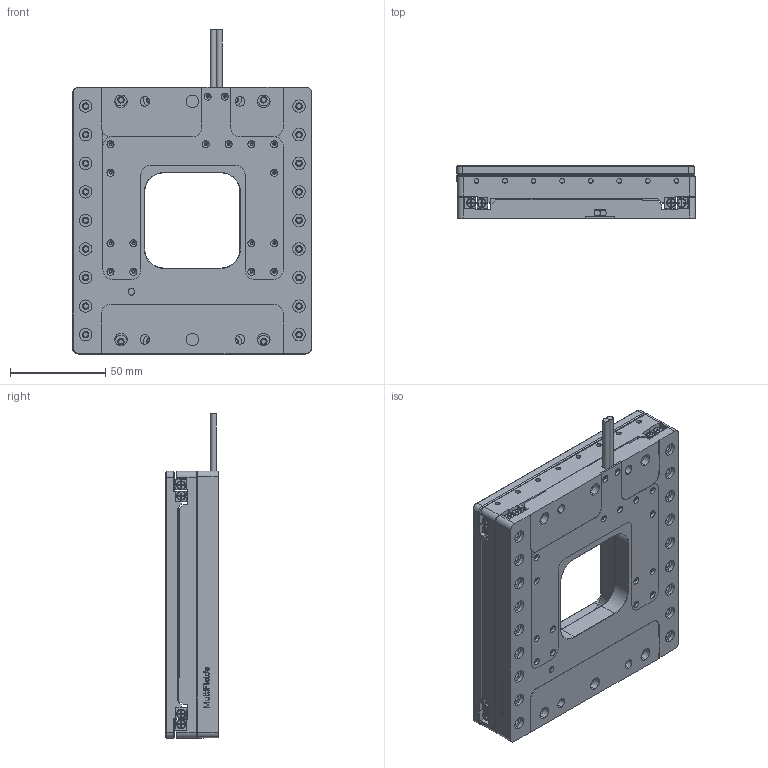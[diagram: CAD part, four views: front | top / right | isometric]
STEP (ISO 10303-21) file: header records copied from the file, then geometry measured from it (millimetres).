
FILE_DESCRIPTION (( 'STEP AP203' ), '1' );
FILE_NAME ('Carrier.L7550s.XY .STEP', '2025-04-29T03:39:37', ( '' ), ( '' ), 'SwSTEP 2.0', 'SolidWorks 2020', '' );
FILE_SCHEMA (( 'CONFIG_CONTROL_DESIGN' ));
Products named in the file (1): Carrier.L7550s.XY 
Bounding box: 125.39 x 28 x 170.15 mm (x, y, z)
Volume: 344288.8 mm3; surface area: 159558.4 mm2
Topology: 13 solids, 14 shells, 2843 faces, 7559 edges, 4936 vertices
Faces by surface type: plane 1291, cylinder 801, bspline 533, cone 182, torus 36
Entity records: 111103 total; most frequent: CARTESIAN_POINT 41543, ORIENTED_EDGE 15070, DIRECTION 12993, EDGE_CURVE 7535, VERTEX_POINT 4936, VECTOR 4541, LINE 4541, AXIS2_PLACEMENT_3D 4226
